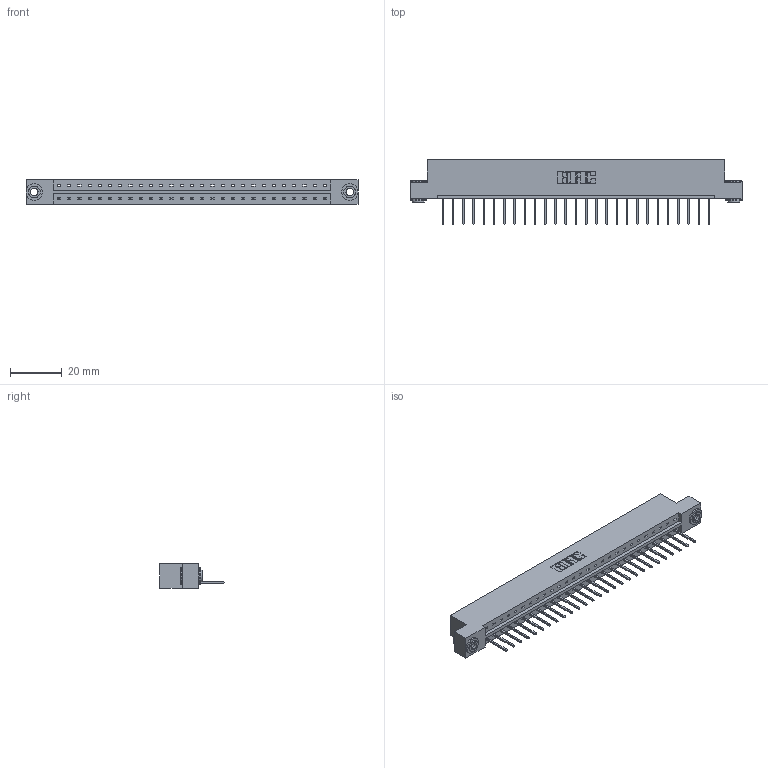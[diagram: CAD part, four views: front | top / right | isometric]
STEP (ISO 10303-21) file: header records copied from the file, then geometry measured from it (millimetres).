
FILE_DESCRIPTION (( 'STEP AP203' ), '1' );
FILE_NAME ('833-027-523-103.STEP', '2020-06-02T06:26:25', ( '' ), ( '' ), 'SwSTEP 2.0', 'SolidWorks 2020', '' );
FILE_SCHEMA (( 'CONFIG_CONTROL_DESIGN' ));
Length unit declared in the file: inch
Products named in the file (4): 833 Part_Flush - .156 Dia - TH; 345-292-001_345-293-123; 833-027-523-103; 345-250-002_345-250-002-102
Assembly tree (30 placements, depth 2):
  833-027-523-103
    833 Part_Flush - .156 Dia - TH
    345-292-001_345-293-123  x27
    345-250-002_345-250-002-102  x2
Bounding box: 128.52 x 25.15 x 9.4 mm (x, y, z)
Volume: 12813.1 mm3; surface area: 14020.6 mm2
Topology: 30 solids, 30 shells, 1718 faces, 5139 edges, 3386 vertices
Faces by surface type: plane 1214, cylinder 496, cone 8
Entity records: 19114 total; most frequent: CARTESIAN_POINT 3278, ORIENTED_EDGE 3234, DIRECTION 2829, EDGE_CURVE 1617, LINE 1465, VECTOR 1465, VERTEX_POINT 1074, AXIS2_PLACEMENT_3D 682
